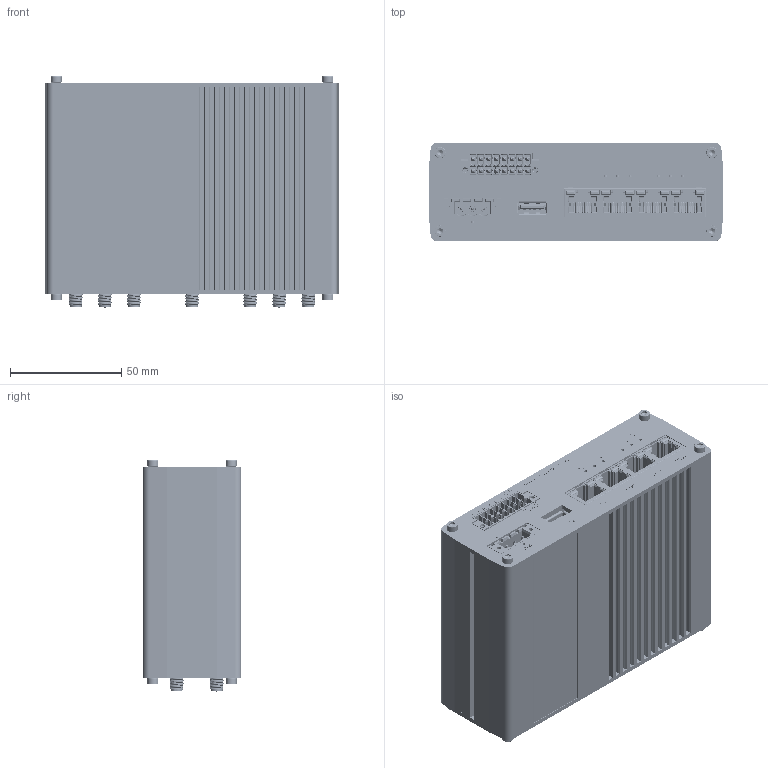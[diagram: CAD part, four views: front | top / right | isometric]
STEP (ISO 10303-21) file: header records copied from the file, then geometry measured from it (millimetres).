
FILE_DESCRIPTION (( 'STEP AP214' ), '1' );
FILE_NAME ('0117_RUTM55AMBKX_01.STEP', '2024-10-22T07:11:16', ( '' ), ( '' ), 'SwSTEP 2.0', 'SolidWorks 2024', '' );
FILE_SCHEMA (( 'AUTOMOTIVE_DESIGN' ));
Length unit declared in the file: millimetre
Products named in the file (1): 0117_RUTM55AMBKX_01
Bounding box: 132 x 44.2 x 103.9 mm (x, y, z)
Volume: 160330.1 mm3; surface area: 173746 mm2
Topology: 60 solids, 60 shells, 9760 faces, 26511 edges, 17186 vertices
Faces by surface type: plane 5818, cylinder 2611, bspline 1016, cone 223, torus 76, sphere 16
Entity records: 473988 total; most frequent: CARTESIAN_POINT 150196, ORIENTED_EDGE 52780, DIRECTION 43595, EDGE_CURVE 26390, LINE 17785, VECTOR 17785, VERTEX_POINT 17186, AXIS2_PLACEMENT_3D 12905
